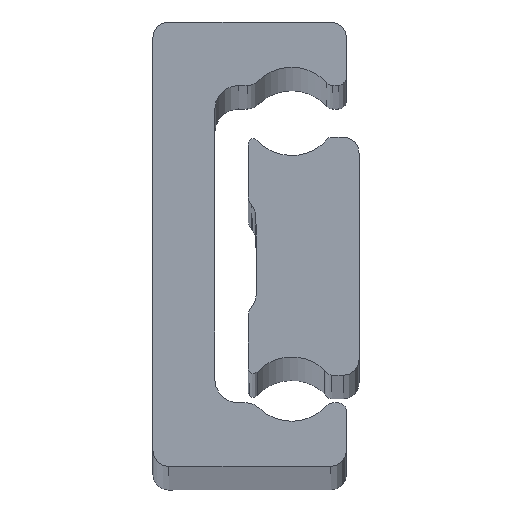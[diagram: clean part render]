
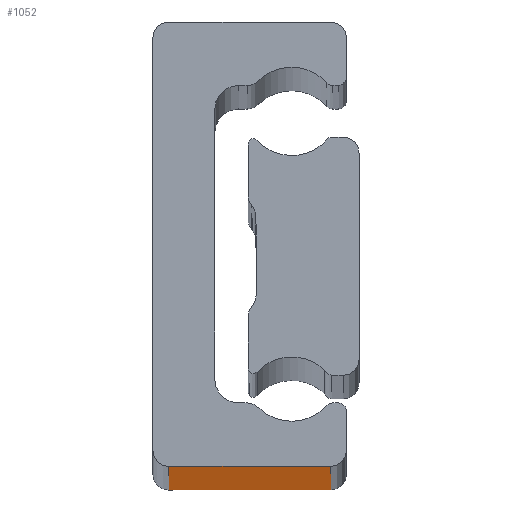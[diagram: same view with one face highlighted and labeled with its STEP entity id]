
A CAD part, top view. The second image highlights one B-rep face of the part: STEP entity #1052.
In plain terms, the highlighted planar face has unit normal (0, -1, 0).
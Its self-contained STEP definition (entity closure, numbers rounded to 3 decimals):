
#140 = EDGE_CURVE ( 'NONE', #1905, #3082, #2203, .T. ) ;
#167 = LINE ( 'NONE', #969, #511 ) ;
#235 = ORIENTED_EDGE ( 'NONE', *, *, #3600, .T. ) ;
#389 = DIRECTION ( 'NONE',  ( 0., -1., 0. ) ) ;
#471 = DIRECTION ( 'NONE',  ( 0., 0., 1. ) ) ;
#511 = VECTOR ( 'NONE', #1371, 1000. ) ;
#730 = CARTESIAN_POINT ( 'NONE',  ( 1., -14., 0. ) ) ;
#837 = PLANE ( 'NONE',  #2090 ) ;
#847 = LINE ( 'NONE', #3853, #3763 ) ;
#969 = CARTESIAN_POINT ( 'NONE',  ( 11.2, -14., -850. ) ) ;
#1052 = ADVANCED_FACE ( 'NONE', ( #4130 ), #837, .T. ) ;
#1371 = DIRECTION ( 'NONE',  ( 0., 0., 1. ) ) ;
#1543 = CARTESIAN_POINT ( 'NONE',  ( 1., -14., -850. ) ) ;
#1905 = VERTEX_POINT ( 'NONE', #3878 ) ;
#1907 = DIRECTION ( 'NONE',  ( 1., 0., 0. ) ) ;
#1922 = LINE ( 'NONE', #1543, #3620 ) ;
#1987 = CARTESIAN_POINT ( 'NONE',  ( 11.2, -14., 0. ) ) ;
#1997 = EDGE_CURVE ( 'NONE', #2011, #3082, #167, .T. ) ;
#2011 = VERTEX_POINT ( 'NONE', #2121 ) ;
#2090 = AXIS2_PLACEMENT_3D ( 'NONE', #2329, #389, #1907 ) ;
#2121 = CARTESIAN_POINT ( 'NONE',  ( 11.2, -14., -850. ) ) ;
#2203 = LINE ( 'NONE', #730, #3955 ) ;
#2329 = CARTESIAN_POINT ( 'NONE',  ( 1., -14., -850. ) ) ;
#2531 = ORIENTED_EDGE ( 'NONE', *, *, #140, .F. ) ;
#2953 = EDGE_LOOP ( 'NONE', ( #2531, #3464, #235, #3861 ) ) ;
#3082 = VERTEX_POINT ( 'NONE', #1987 ) ;
#3175 = EDGE_CURVE ( 'NONE', #4471, #1905, #847, .T. ) ;
#3413 = CARTESIAN_POINT ( 'NONE',  ( 1., -14., -850. ) ) ;
#3464 = ORIENTED_EDGE ( 'NONE', *, *, #3175, .F. ) ;
#3600 = EDGE_CURVE ( 'NONE', #4471, #2011, #1922, .T. ) ;
#3620 = VECTOR ( 'NONE', #4122, 1000. ) ;
#3734 = DIRECTION ( 'NONE',  ( 1., 0., 0. ) ) ;
#3763 = VECTOR ( 'NONE', #471, 1000. ) ;
#3853 = CARTESIAN_POINT ( 'NONE',  ( 1., -14., -850. ) ) ;
#3861 = ORIENTED_EDGE ( 'NONE', *, *, #1997, .T. ) ;
#3878 = CARTESIAN_POINT ( 'NONE',  ( 1., -14., 0. ) ) ;
#3955 = VECTOR ( 'NONE', #3734, 1000. ) ;
#4122 = DIRECTION ( 'NONE',  ( 1., 0., 0. ) ) ;
#4130 = FACE_OUTER_BOUND ( 'NONE', #2953, .T. ) ;
#4471 = VERTEX_POINT ( 'NONE', #3413 ) ;
